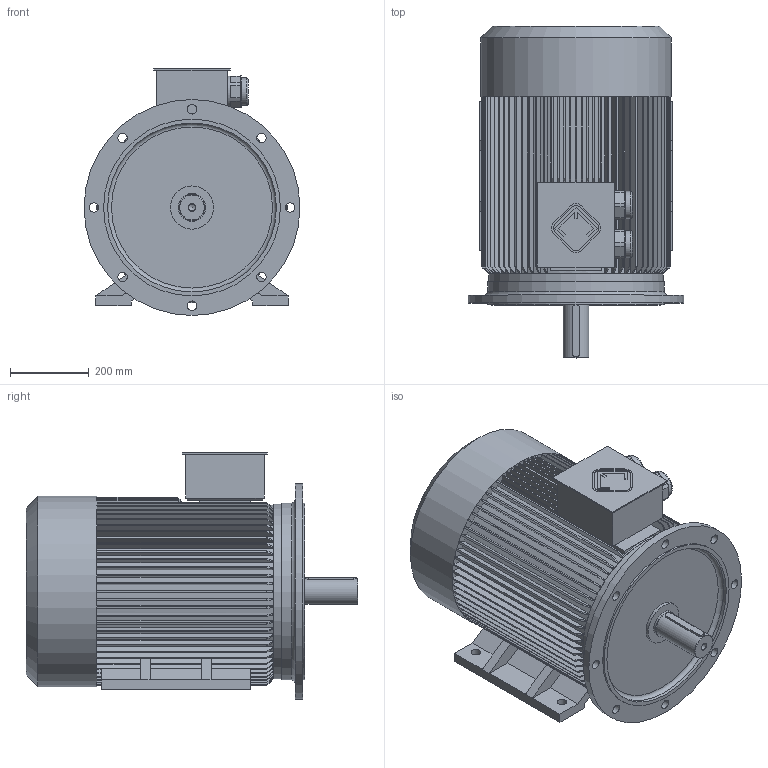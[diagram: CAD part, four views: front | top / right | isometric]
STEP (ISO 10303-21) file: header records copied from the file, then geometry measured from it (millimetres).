
FILE_DESCRIPTION(/* description */ ('Unknown'),/* implementation_level */ '2;1');
FILE_NAME(/* name */ 'A250S2_В35',/* time_stamp */ '2021-05-24T10:05:17+03:00',/* author */ ('Unknown'),/* organization */ ('Unknown'),/* preprocessor_version */ 'ST-DEVELOPER v16',/* originating_system */ 'DEX',/* authorisation */ $);
FILE_SCHEMA (('AUTOMOTIVE_DESIGN {1 0 10303 214 3 1 1}'));
Length unit declared in the file: millimetre
Products named in the file (1): A250S2_ﾂ35
Bounding box: 550 x 845 x 629 mm (x, y, z)
Volume: 123783389.8 mm3; surface area: 3194224.8 mm2
Topology: 1 solids, 3 shells, 615 faces, 1760 edges, 1167 vertices
Faces by surface type: plane 419, cylinder 122, cone 70, torus 4
Full cylindrical faces by diameter (mm): 17.294 x2, 24 x12, 65 x1, 69.612 x2, 70 x1, 80 x2, 110 x1, 430 x1, 440 x1, 445 x1, 450 x2, 485 x1, 550 x1
Entity records: 24478 total; most frequent: CARTESIAN_POINT 4077, ORIENTED_EDGE 3400, DIRECTION 3320, EDGE_CURVE 1700, VERTEX_POINT 1145, AXIS2_PLACEMENT_3D 1138, LINE 1044, VECTOR 1044
